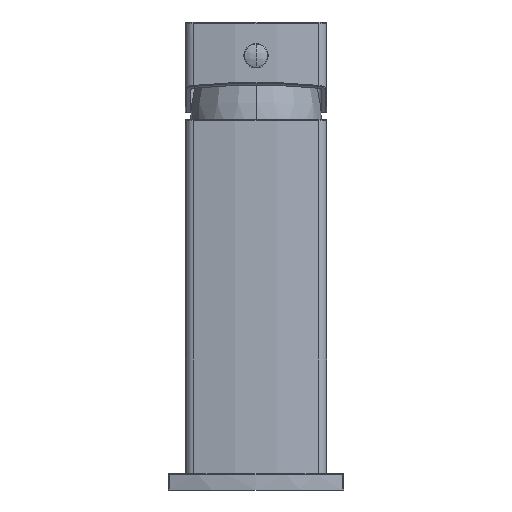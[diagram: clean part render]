
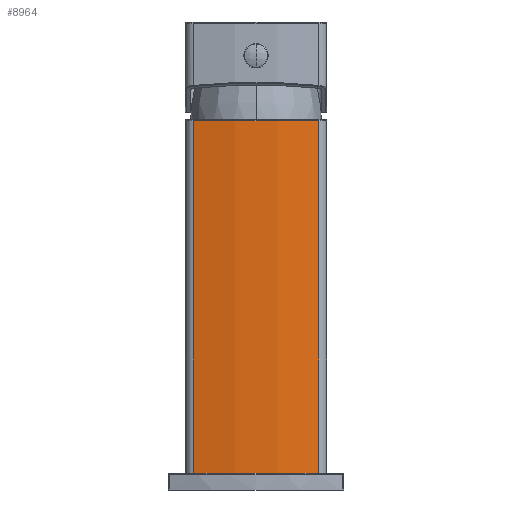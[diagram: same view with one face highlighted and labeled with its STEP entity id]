
A CAD part, left-side view. The second image highlights one B-rep face of the part: STEP entity #8964.
In plain terms, the highlighted cylindrical face has radius 80 mm (diameter 160 mm), a partial arc.
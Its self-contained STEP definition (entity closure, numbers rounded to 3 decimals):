
#217 = CARTESIAN_POINT ( 'NONE',  ( 60.764, -2.736, 25. ) ) ;
#471 = VERTEX_POINT ( 'NONE', #3540 ) ;
#983 = EDGE_CURVE ( 'NONE', #471, #36743, #16344, .T. ) ;
#2787 = DIRECTION ( 'NONE',  ( 0., 1., 0. ) ) ;
#3198 = CARTESIAN_POINT ( 'NONE',  ( -17.019, 15.965, 25. ) ) ;
#3243 = LINE ( 'NONE', #27502, #36390 ) ;
#3386 = DIRECTION ( 'NONE',  ( 0., 0., 1. ) ) ;
#3540 = CARTESIAN_POINT ( 'NONE',  ( -17.019, -21.438, 129.7 ) ) ;
#4447 = ORIENTED_EDGE ( 'NONE', *, *, #21599, .T. ) ;
#4838 = EDGE_LOOP ( 'NONE', ( #9676, #31286, #4447, #23589 ) ) ;
#7671 = DIRECTION ( 'NONE',  ( 0., 0., -1. ) ) ;
#7833 = CARTESIAN_POINT ( 'NONE',  ( 60.764, -2.736, 129.7 ) ) ;
#8964 = ADVANCED_FACE ( 'NONE', ( #28941 ), #14048, .T. ) ;
#9676 = ORIENTED_EDGE ( 'NONE', *, *, #34260, .T. ) ;
#9758 = CIRCLE ( 'NONE', #22454, 80. ) ;
#11096 = AXIS2_PLACEMENT_3D ( 'NONE', #13461, #7671, #32133 ) ;
#11605 = DIRECTION ( 'NONE',  ( 0., 0., -1. ) ) ;
#13461 = CARTESIAN_POINT ( 'NONE',  ( 60.764, -2.736, 130. ) ) ;
#14048 = CYLINDRICAL_SURFACE ( 'NONE', #11096, 80. ) ;
#14205 = DIRECTION ( 'NONE',  ( 1., 0., 0. ) ) ;
#15069 = AXIS2_PLACEMENT_3D ( 'NONE', #7833, #11605, #14205 ) ;
#16344 = CIRCLE ( 'NONE', #15069, 80. ) ;
#20850 = VECTOR ( 'NONE', #37275, 1000. ) ;
#21134 = CARTESIAN_POINT ( 'NONE',  ( -17.019, 15.965, 129.7 ) ) ;
#21571 = LINE ( 'NONE', #28090, #20850 ) ;
#21599 = EDGE_CURVE ( 'NONE', #36743, #34594, #21571, .T. ) ;
#22454 = AXIS2_PLACEMENT_3D ( 'NONE', #217, #3386, #2787 ) ;
#22641 = CARTESIAN_POINT ( 'NONE',  ( -17.019, -21.438, 25. ) ) ;
#23589 = ORIENTED_EDGE ( 'NONE', *, *, #37172, .T. ) ;
#24912 = DIRECTION ( 'NONE',  ( 0., 0., 1. ) ) ;
#27502 = CARTESIAN_POINT ( 'NONE',  ( -17.019, -21.438, 130. ) ) ;
#28090 = CARTESIAN_POINT ( 'NONE',  ( -17.019, 15.965, 130. ) ) ;
#28941 = FACE_OUTER_BOUND ( 'NONE', #4838, .T. ) ;
#31286 = ORIENTED_EDGE ( 'NONE', *, *, #983, .T. ) ;
#32133 = DIRECTION ( 'NONE',  ( 0., 1., 0. ) ) ;
#32233 = VERTEX_POINT ( 'NONE', #22641 ) ;
#34260 = EDGE_CURVE ( 'NONE', #32233, #471, #3243, .T. ) ;
#34594 = VERTEX_POINT ( 'NONE', #3198 ) ;
#36390 = VECTOR ( 'NONE', #24912, 1000. ) ;
#36743 = VERTEX_POINT ( 'NONE', #21134 ) ;
#37172 = EDGE_CURVE ( 'NONE', #34594, #32233, #9758, .T. ) ;
#37275 = DIRECTION ( 'NONE',  ( 0., 0., -1. ) ) ;
